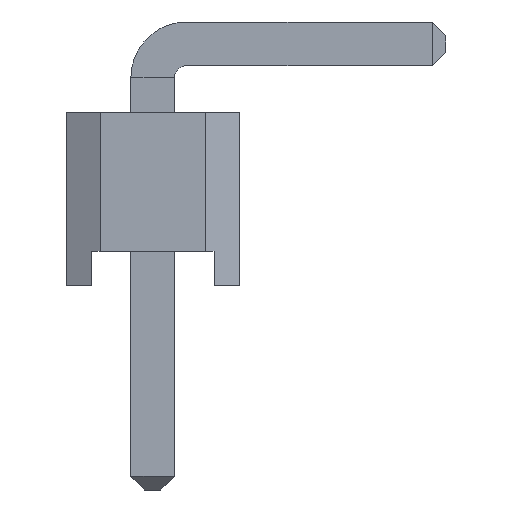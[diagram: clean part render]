
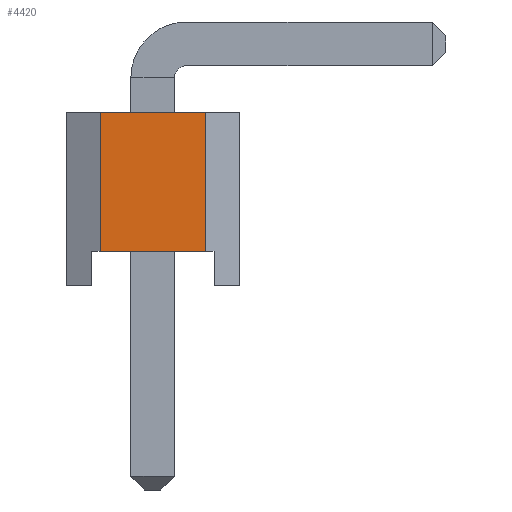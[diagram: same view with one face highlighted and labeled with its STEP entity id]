
A CAD part, left-side view. The second image highlights one B-rep face of the part: STEP entity #4420.
In plain terms, the highlighted planar face has unit normal (-1, 0, 0).
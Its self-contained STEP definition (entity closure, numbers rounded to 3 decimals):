
#321 = CARTESIAN_POINT ( 'NONE',  ( -53.22, 0., 1.778 ) ) ;
#355 = DIRECTION ( 'NONE',  ( 0., -1., 0. ) ) ;
#2816 = CARTESIAN_POINT ( 'NONE',  ( -53.22, 0.77, -12.853 ) ) ;
#3089 = VERTEX_POINT ( 'NONE', #18932 ) ;
#4161 = VECTOR ( 'NONE', #10833, 1000. ) ;
#4420 = ADVANCED_FACE ( 'NONE', ( #6757 ), #6892, .T. ) ;
#4687 = CARTESIAN_POINT ( 'NONE',  ( -53.22, -0.77, 1.008 ) ) ;
#4693 = CARTESIAN_POINT ( 'NONE',  ( -53.22, 0.77, 1.008 ) ) ;
#5920 = VECTOR ( 'NONE', #9712, 1000. ) ;
#6486 = ORIENTED_EDGE ( 'NONE', *, *, #20231, .T. ) ;
#6608 = VECTOR ( 'NONE', #355, 1000. ) ;
#6757 = FACE_OUTER_BOUND ( 'NONE', #19627, .T. ) ;
#6892 = PLANE ( 'NONE',  #18602 ) ;
#7353 = CARTESIAN_POINT ( 'NONE',  ( -53.22, -1.27, 3.048 ) ) ;
#7404 = CARTESIAN_POINT ( 'NONE',  ( -53.22, -0.77, 3.048 ) ) ;
#8584 = DIRECTION ( 'NONE',  ( -1., 0., 0. ) ) ;
#8753 = CARTESIAN_POINT ( 'NONE',  ( -53.22, 0., 1.008 ) ) ;
#9646 = EDGE_CURVE ( 'NONE', #9826, #17398, #18272, .T. ) ;
#9712 = DIRECTION ( 'NONE',  ( 0., 1., 0. ) ) ;
#9826 = VERTEX_POINT ( 'NONE', #4687 ) ;
#10598 = LINE ( 'NONE', #8753, #6608 ) ;
#10674 = ORIENTED_EDGE ( 'NONE', *, *, #10688, .T. ) ;
#10688 = EDGE_CURVE ( 'NONE', #17398, #3089, #15655, .T. ) ;
#10833 = DIRECTION ( 'NONE',  ( 0., 0., 1. ) ) ;
#15655 = LINE ( 'NONE', #7353, #5920 ) ;
#17398 = VERTEX_POINT ( 'NONE', #7404 ) ;
#18140 = VECTOR ( 'NONE', #18144, 1000. ) ;
#18144 = DIRECTION ( 'NONE',  ( 0., 0., 1. ) ) ;
#18272 = LINE ( 'NONE', #24247, #18140 ) ;
#18602 = AXIS2_PLACEMENT_3D ( 'NONE', #321, #8584, #22518 ) ;
#18932 = CARTESIAN_POINT ( 'NONE',  ( -53.22, 0.77, 3.048 ) ) ;
#19214 = VERTEX_POINT ( 'NONE', #4693 ) ;
#19627 = EDGE_LOOP ( 'NONE', ( #23917, #6486, #23761, #10674 ) ) ;
#20231 = EDGE_CURVE ( 'NONE', #19214, #9826, #10598, .T. ) ;
#20857 = LINE ( 'NONE', #2816, #4161 ) ;
#22518 = DIRECTION ( 'NONE',  ( 0., 0., 1. ) ) ;
#23761 = ORIENTED_EDGE ( 'NONE', *, *, #9646, .T. ) ;
#23917 = ORIENTED_EDGE ( 'NONE', *, *, #24089, .F. ) ;
#24089 = EDGE_CURVE ( 'NONE', #19214, #3089, #20857, .T. ) ;
#24247 = CARTESIAN_POINT ( 'NONE',  ( -53.22, -0.77, 1.778 ) ) ;
